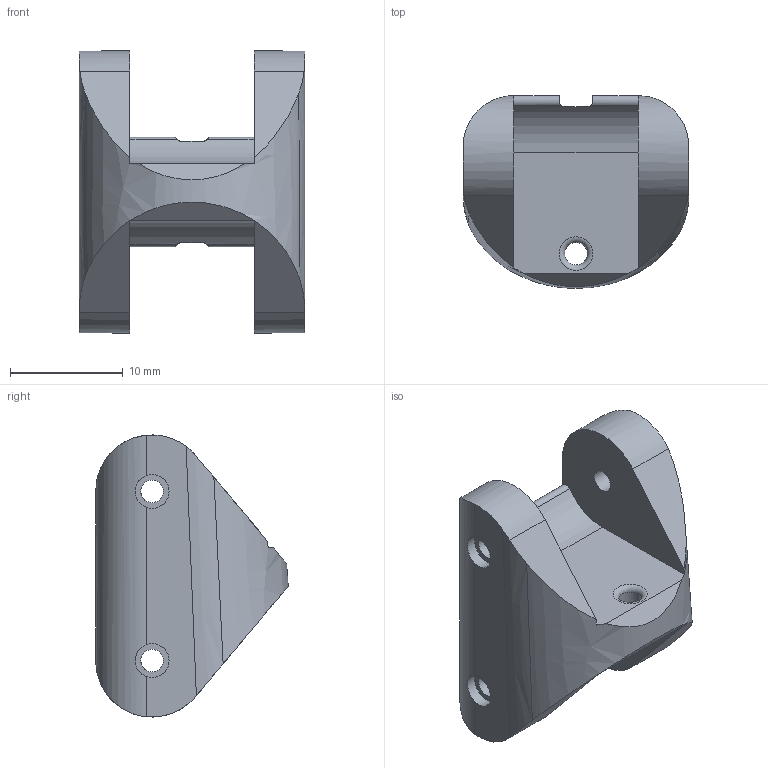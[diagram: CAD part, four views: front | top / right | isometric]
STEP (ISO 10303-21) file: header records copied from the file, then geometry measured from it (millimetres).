
FILE_DESCRIPTION(/* description */ (''),/* implementation_level */ '2;1');
FILE_NAME(/* name */ '2 v7.step',/* time_stamp */ '2022-03-05T21:48:07+03:00',/* author */ (''),/* organization */ (''),/* preprocessor_version */ 'ST-DEVELOPER v18.1',/* originating_system */ 'Autodesk Translation Framework v10.13.0.1454',/* authorisation */ '');
FILE_SCHEMA (('AUTOMOTIVE_DESIGN { 1 0 10303 214 3 1 1 }'));
Length unit declared in the file: millimetre
Products named in the file (1): 2
Bounding box: 20 x 17.07 x 25 mm (x, y, z)
Volume: 3183.5 mm3; surface area: 2084.7 mm2
Topology: 1 solids, 1 shells, 47 faces, 138 edges, 91 vertices
Faces by surface type: cylinder 21, plane 21, bspline 3, torus 2
Full cylindrical faces by diameter (mm): 2 x5, 3 x2
Entity records: 1875 total; most frequent: CARTESIAN_POINT 601, ORIENTED_EDGE 276, DIRECTION 241, EDGE_CURVE 138, AXIS2_PLACEMENT_3D 92, VERTEX_POINT 91, LINE 57, VECTOR 57
